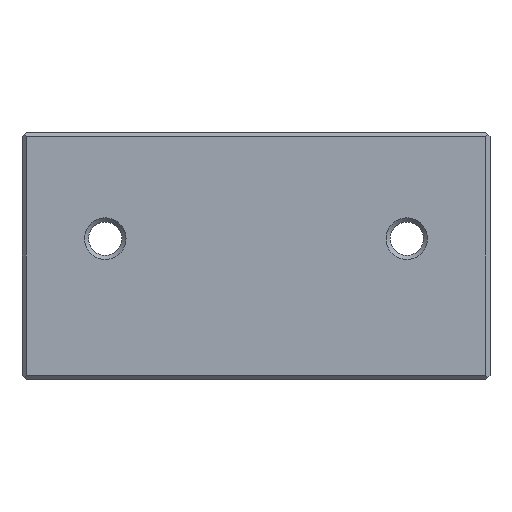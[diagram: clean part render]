
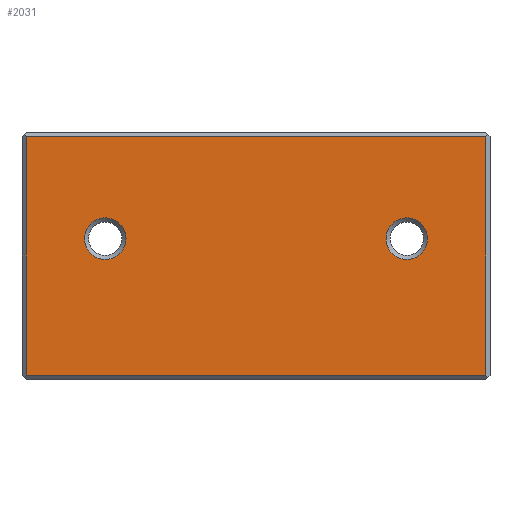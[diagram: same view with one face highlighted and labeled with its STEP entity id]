
A CAD part, front view. The second image highlights one B-rep face of the part: STEP entity #2031.
In plain terms, the highlighted face is planar.
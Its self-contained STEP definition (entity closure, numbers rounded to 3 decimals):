
#30=FACE_BOUND('',#213,.T.);
#31=FACE_BOUND('',#214,.T.);
#36=CIRCLE('',#2160,2.);
#37=CIRCLE('',#2161,2.);
#99=FACE_OUTER_BOUND('',#212,.T.);
#212=EDGE_LOOP('',(#1563,#1564,#1565,#1566));
#213=EDGE_LOOP('',(#1567));
#214=EDGE_LOOP('',(#1568));
#353=LINE('',#2925,#627);
#358=LINE('',#2934,#632);
#363=LINE('',#2945,#637);
#441=LINE('',#3101,#715);
#627=VECTOR('',#2349,10.);
#632=VECTOR('',#2356,10.);
#637=VECTOR('',#2365,10.);
#715=VECTOR('',#2503,10.);
#886=VERTEX_POINT('',#2922);
#887=VERTEX_POINT('',#2924);
#890=VERTEX_POINT('',#2932);
#894=VERTEX_POINT('',#2944);
#943=VERTEX_POINT('',#3102);
#944=VERTEX_POINT('',#3104);
#1083=EDGE_CURVE('',#886,#887,#353,.T.);
#1088=EDGE_CURVE('',#890,#886,#358,.T.);
#1093=EDGE_CURVE('',#887,#894,#363,.T.);
#1172=EDGE_CURVE('',#894,#890,#441,.T.);
#1173=EDGE_CURVE('',#943,#943,#36,.T.);
#1174=EDGE_CURVE('',#944,#944,#37,.T.);
#1563=ORIENTED_EDGE('',*,*,#1083,.F.);
#1564=ORIENTED_EDGE('',*,*,#1088,.F.);
#1565=ORIENTED_EDGE('',*,*,#1172,.F.);
#1566=ORIENTED_EDGE('',*,*,#1093,.F.);
#1567=ORIENTED_EDGE('',*,*,#1173,.F.);
#1568=ORIENTED_EDGE('',*,*,#1174,.F.);
#1929=PLANE('',#2159);
#2031=ADVANCED_FACE('',(#99,#30,#31),#1929,.F.);
#2159=AXIS2_PLACEMENT_3D('',#3100,#2501,#2502);
#2160=AXIS2_PLACEMENT_3D('',#3103,#2504,#2505);
#2161=AXIS2_PLACEMENT_3D('',#3105,#2506,#2507);
#2349=DIRECTION('',(1.,0.,0.));
#2356=DIRECTION('',(0.,-1.,0.));
#2365=DIRECTION('',(0.,1.,0.));
#2501=DIRECTION('center_axis',(0.,0.,1.));
#2502=DIRECTION('ref_axis',(0.,-1.,0.));
#2503=DIRECTION('',(-1.,0.,0.));
#2504=DIRECTION('center_axis',(0.,0.,-1.));
#2505=DIRECTION('ref_axis',(1.,0.,0.));
#2506=DIRECTION('center_axis',(0.,0.,-1.));
#2507=DIRECTION('ref_axis',(1.,0.,0.));
#2922=CARTESIAN_POINT('',(-22.1,-39.3,2.6));
#2924=CARTESIAN_POINT('',(22.1,-39.3,2.6));
#2925=CARTESIAN_POINT('',(1.883,-39.3,2.6));
#2932=CARTESIAN_POINT('',(-22.1,-16.366,2.6));
#2934=CARTESIAN_POINT('',(-22.1,-19.283,2.6));
#2944=CARTESIAN_POINT('',(22.1,-16.366,2.6));
#2945=CARTESIAN_POINT('',(22.1,-19.283,2.6));
#3100=CARTESIAN_POINT('Origin',(0.,-5.234,
2.6));
#3101=CARTESIAN_POINT('',(-10.21,-16.366,2.6));
#3102=CARTESIAN_POINT('',(12.5,-29.5,2.6));
#3103=CARTESIAN_POINT('Origin',(14.5,-29.5,2.6));
#3104=CARTESIAN_POINT('',(-16.5,-29.5,2.6));
#3105=CARTESIAN_POINT('Origin',(-14.5,-29.5,2.6));
